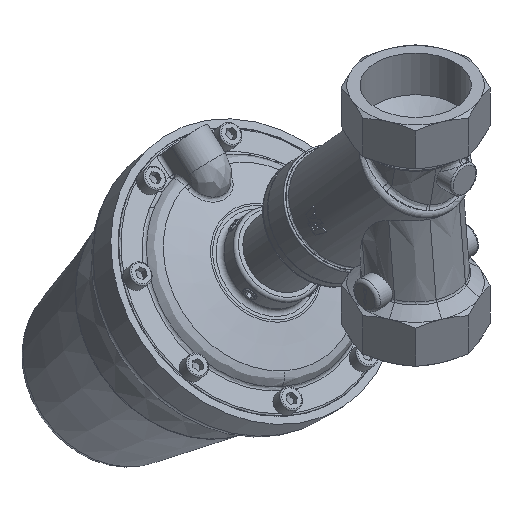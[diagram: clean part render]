
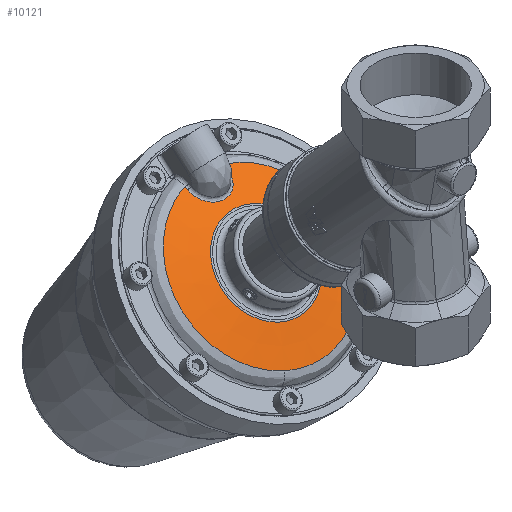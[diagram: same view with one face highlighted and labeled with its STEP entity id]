
A CAD part, isometric view. The second image highlights one B-rep face of the part: STEP entity #10121.
In plain terms, the highlighted conical face has half-angle 77 degrees and reference radius 47.388 mm.
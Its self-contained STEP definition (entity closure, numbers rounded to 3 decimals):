
#315=CONICAL_SURFACE('',#11195,47.388,1.344);
#954=CIRCLE('',#11196,32.055);
#955=CIRCLE('',#11197,32.055);
#956=CIRCLE('',#11198,32.055);
#1468=B_SPLINE_CURVE_WITH_KNOTS('',3,(#20772,#20773,#20774,#20775),
 .UNSPECIFIED.,.F.,.F.,(4,4),(-0.209,0.),.UNSPECIFIED.);
#1470=B_SPLINE_CURVE_WITH_KNOTS('',3,(#20833,#20834,#20835,#20836,#20837,
#20838,#20839,#20840,#20841,#20842),.UNSPECIFIED.,.F.,.F.,(4,1,1,1,1,1,
1,4),(-4.432,-3.799,-3.166,-2.533,
-1.899,-1.266,-0.633,0.),
 .UNSPECIFIED.);
#1472=B_SPLINE_CURVE_WITH_KNOTS('',3,(#20876,#20877,#20878,#20879),
 .UNSPECIFIED.,.F.,.F.,(4,4),(-0.209,0.),.UNSPECIFIED.);
#1478=B_SPLINE_CURVE_WITH_KNOTS('',3,(#21079,#21080,#21081,#21082,#21083,
#21084,#21085,#21086,#21087,#21088,#21089,#21090,#21091,#21092,#21093,#21094,
#21095,#21096,#21097,#21098,#21099,#21100,#21101,#21102,#21103),
 .UNSPECIFIED.,.F.,.F.,(4,1,1,1,1,1,1,1,1,1,1,1,1,1,1,1,1,1,1,1,1,1,4),
(-17.734,-16.943,-16.623,-15.344,
-14.705,-14.066,-13.586,-13.426,
-12.787,-11.508,-11.029,-10.549,
-10.23,-8.525,-8.098,-7.672,
-5.967,-5.115,-3.836,-3.197,
-2.557,-1.279,0.),.UNSPECIFIED.);
#1480=B_SPLINE_CURVE_WITH_KNOTS('',3,(#21138,#21139,#21140,#21141,#21142,
#21143,#21144,#21145,#21146,#21147,#21148,#21149,#21150,#21151,#21152,#21153),
 .UNSPECIFIED.,.F.,.F.,(4,1,1,1,1,1,1,1,1,1,1,1,1,4),(-33.907,
-32.932,-31.957,-30.981,-30.006,
-29.031,-28.056,-26.755,-26.105,
-24.805,-24.155,-23.179,-22.204,
-20.421),.UNSPECIFIED.);
#2027=FACE_OUTER_BOUND('',#2643,.T.);
#2643=EDGE_LOOP('',(#8445,#8446,#8447,#8448,#8449,#8450,#8451,#8452,#8453,
#8454));
#3195=LINE('',#21137,#3659);
#3659=VECTOR('',#13310,47.388);
#4471=VERTEX_POINT('',#20736);
#4473=VERTEX_POINT('',#20771);
#4475=VERTEX_POINT('',#20832);
#4477=VERTEX_POINT('',#20875);
#4484=VERTEX_POINT('',#21078);
#4486=VERTEX_POINT('',#21132);
#4487=VERTEX_POINT('',#21133);
#4488=VERTEX_POINT('',#21135);
#5863=EDGE_CURVE('',#4471,#4473,#1468,.T.);
#5866=EDGE_CURVE('',#4473,#4475,#1470,.T.);
#5869=EDGE_CURVE('',#4475,#4477,#1472,.T.);
#5882=EDGE_CURVE('',#4477,#4484,#1478,.T.);
#5885=EDGE_CURVE('',#4486,#4487,#954,.T.);
#5886=EDGE_CURVE('',#4488,#4486,#955,.T.);
#5887=EDGE_CURVE('',#4488,#4484,#3195,.T.);
#5888=EDGE_CURVE('',#4484,#4471,#1480,.T.);
#5889=EDGE_CURVE('',#4487,#4488,#956,.T.);
#8445=ORIENTED_EDGE('',*,*,#5885,.F.);
#8446=ORIENTED_EDGE('',*,*,#5886,.F.);
#8447=ORIENTED_EDGE('',*,*,#5887,.T.);
#8448=ORIENTED_EDGE('',*,*,#5882,.F.);
#8449=ORIENTED_EDGE('',*,*,#5869,.F.);
#8450=ORIENTED_EDGE('',*,*,#5866,.F.);
#8451=ORIENTED_EDGE('',*,*,#5863,.F.);
#8452=ORIENTED_EDGE('',*,*,#5888,.F.);
#8453=ORIENTED_EDGE('',*,*,#5887,.F.);
#8454=ORIENTED_EDGE('',*,*,#5889,.F.);
#10121=ADVANCED_FACE('',(#2027),#315,.T.);
#11195=AXIS2_PLACEMENT_3D('',#21131,#13304,#13305);
#11196=AXIS2_PLACEMENT_3D('',#21134,#13306,#13307);
#11197=AXIS2_PLACEMENT_3D('',#21136,#13308,#13309);
#11198=AXIS2_PLACEMENT_3D('',#21154,#13311,#13312);
#13304=DIRECTION('center_axis',(0.,1.,0.));
#13305=DIRECTION('ref_axis',(1.,0.,0.));
#13306=DIRECTION('center_axis',(0.,-1.,0.));
#13307=DIRECTION('ref_axis',(1.,0.,0.));
#13308=DIRECTION('center_axis',(0.,-1.,0.));
#13309=DIRECTION('ref_axis',(1.,0.,0.));
#13310=DIRECTION('',(-0.974,0.225,0.));
#13311=DIRECTION('center_axis',(0.,-1.,0.));
#13312=DIRECTION('ref_axis',(1.,0.,0.));
#20736=CARTESIAN_POINT('',(45.107,20.729,33.717));
#20771=CARTESIAN_POINT('',(43.226,20.274,32.934));
#20772=CARTESIAN_POINT('Ctrl Pts',(45.107,20.729,33.717));
#20773=CARTESIAN_POINT('Ctrl Pts',(44.48,20.577,33.456));
#20774=CARTESIAN_POINT('Ctrl Pts',(43.853,20.425,33.195));
#20775=CARTESIAN_POINT('Ctrl Pts',(43.226,20.274,32.934));
#20832=CARTESIAN_POINT('',(53.853,20.274,7.277));
#20833=CARTESIAN_POINT('Ctrl Pts',(43.226,20.274,32.934));
#20834=CARTESIAN_POINT('Ctrl Pts',(41.325,19.814,32.142));
#20835=CARTESIAN_POINT('Ctrl Pts',(37.812,18.835,29.745));
#20836=CARTESIAN_POINT('Ctrl Pts',(34.708,17.476,24.15));
#20837=CARTESIAN_POINT('Ctrl Pts',(34.391,16.621,17.726));
#20838=CARTESIAN_POINT('Ctrl Pts',(36.862,16.621,11.763));
#20839=CARTESIAN_POINT('Ctrl Pts',(41.652,17.483,7.45));
#20840=CARTESIAN_POINT('Ctrl Pts',(47.795,18.841,5.706));
#20841=CARTESIAN_POINT('Ctrl Pts',(51.949,19.814,6.493));
#20842=CARTESIAN_POINT('Ctrl Pts',(53.853,20.274,7.277));
#20875=CARTESIAN_POINT('',(55.737,20.729,8.054));
#20876=CARTESIAN_POINT('Ctrl Pts',(53.853,20.274,7.277));
#20877=CARTESIAN_POINT('Ctrl Pts',(54.481,20.425,7.536));
#20878=CARTESIAN_POINT('Ctrl Pts',(55.109,20.577,7.795));
#20879=CARTESIAN_POINT('Ctrl Pts',(55.737,20.729,8.054));
#21078=CARTESIAN_POINT('',(-56.316,20.729,0.));
#21079=CARTESIAN_POINT('Ctrl Pts',(55.737,20.729,8.054));
#21080=CARTESIAN_POINT('Ctrl Pts',(56.131,20.729,5.327));
#21081=CARTESIAN_POINT('Ctrl Pts',(56.4,20.729,1.475));
#21082=CARTESIAN_POINT('Ctrl Pts',(56.137,20.729,-6.814));
#21083=CARTESIAN_POINT('Ctrl Pts',(54.711,20.729,-14.594));
#21084=CARTESIAN_POINT('Ctrl Pts',(51.601,20.729,-22.879));
#21085=CARTESIAN_POINT('Ctrl Pts',(48.784,20.729,-28.342));
#21086=CARTESIAN_POINT('Ctrl Pts',(46.332,20.729,-32.076));
#21087=CARTESIAN_POINT('Ctrl Pts',(43.666,20.729,-35.654));
#21088=CARTESIAN_POINT('Ctrl Pts',(38.957,20.729,-41.091));
#21089=CARTESIAN_POINT('Ctrl Pts',(32.396,20.729,-46.394));
#21090=CARTESIAN_POINT('Ctrl Pts',(25.601,20.729,-50.242));
#21091=CARTESIAN_POINT('Ctrl Pts',(21.582,20.729,-52.072));
#21092=CARTESIAN_POINT('Ctrl Pts',(13.387,20.729,-55.099));
#21093=CARTESIAN_POINT('Ctrl Pts',(4.848,20.729,-56.517));
#21094=CARTESIAN_POINT('Ctrl Pts',(-4.007,20.729,-56.232));
#21095=CARTESIAN_POINT('Ctrl Pts',(-12.92,20.729,-55.236));
#21096=CARTESIAN_POINT('Ctrl Pts',(-22.86,20.729,-52.069));
#21097=CARTESIAN_POINT('Ctrl Pts',(-34.371,20.729,-45.083));
#21098=CARTESIAN_POINT('Ctrl Pts',(-41.466,20.729,-38.558));
#21099=CARTESIAN_POINT('Ctrl Pts',(-46.896,20.729,-31.423));
#21100=CARTESIAN_POINT('Ctrl Pts',(-51.402,20.729,-23.742));
#21101=CARTESIAN_POINT('Ctrl Pts',(-55.264,20.729,-13.302));
#21102=CARTESIAN_POINT('Ctrl Pts',(-56.316,20.729,-4.421));
#21103=CARTESIAN_POINT('Ctrl Pts',(-56.316,20.729,0.));
#21131=CARTESIAN_POINT('Origin',(0.,18.668,0.));
#21132=CARTESIAN_POINT('',(32.055,15.128,0.));
#21133=CARTESIAN_POINT('',(0.,15.128,32.055));
#21134=CARTESIAN_POINT('Origin',(0.,15.128,0.));
#21135=CARTESIAN_POINT('',(-32.055,15.128,0.));
#21136=CARTESIAN_POINT('Origin',(0.,15.128,0.));
#21137=CARTESIAN_POINT('',(-47.388,18.668,0.));
#21138=CARTESIAN_POINT('Ctrl Pts',(-56.316,20.729,0.));
#21139=CARTESIAN_POINT('Ctrl Pts',(-56.316,20.729,3.372));
#21140=CARTESIAN_POINT('Ctrl Pts',(-55.701,20.729,10.19));
#21141=CARTESIAN_POINT('Ctrl Pts',(-52.958,20.729,20.035));
#21142=CARTESIAN_POINT('Ctrl Pts',(-48.51,20.729,29.207));
#21143=CARTESIAN_POINT('Ctrl Pts',(-42.434,20.729,37.49));
#21144=CARTESIAN_POINT('Ctrl Pts',(-35.05,20.729,44.471));
#21145=CARTESIAN_POINT('Ctrl Pts',(-25.47,20.729,50.702));
#21146=CARTESIAN_POINT('Ctrl Pts',(-15.963,20.729,54.338));
#21147=CARTESIAN_POINT('Ctrl Pts',(-4.746,20.729,56.437));
#21148=CARTESIAN_POINT('Ctrl Pts',(4.284,20.729,56.473));
#21149=CARTESIAN_POINT('Ctrl Pts',(14.403,20.729,54.667));
#21150=CARTESIAN_POINT('Ctrl Pts',(22.943,20.729,51.766));
#21151=CARTESIAN_POINT('Ctrl Pts',(34.393,20.729,45.395));
#21152=CARTESIAN_POINT('Ctrl Pts',(41.386,20.729,38.696));
#21153=CARTESIAN_POINT('Ctrl Pts',(45.107,20.729,33.717));
#21154=CARTESIAN_POINT('Origin',(0.,15.128,0.));
